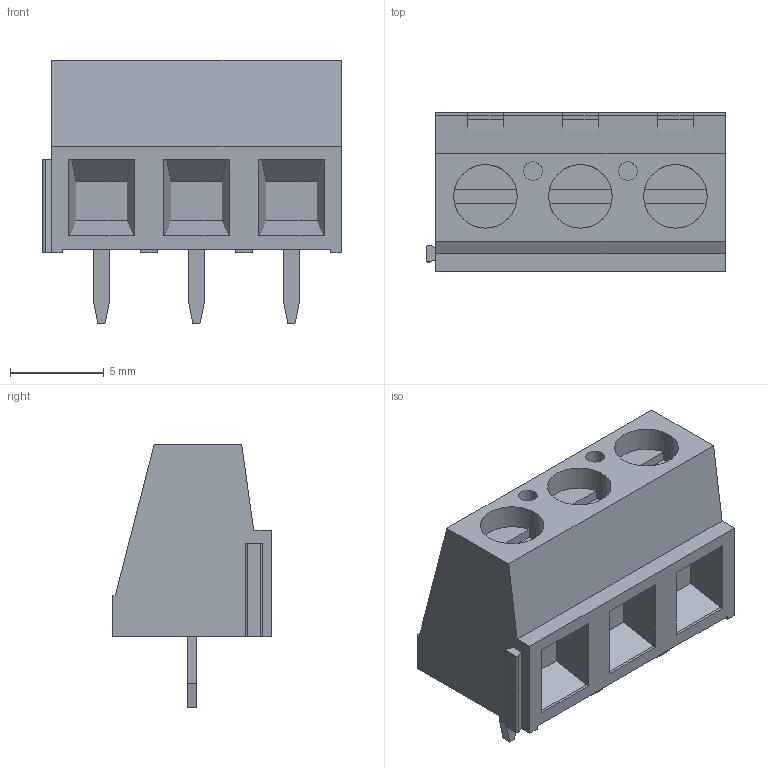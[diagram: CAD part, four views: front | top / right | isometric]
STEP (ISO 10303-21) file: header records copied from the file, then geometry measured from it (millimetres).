
FILE_DESCRIPTION(/* description */ (''),/* implementation_level */ '2;1');
FILE_NAME(/* name */ '282837-3.step',/* time_stamp */ '2025-07-17T23:17:45-03:00',/* author */ (''),/* organization */ (''),/* preprocessor_version */ 'ST-DEVELOPER v20.1',/* originating_system */ 'Autodesk Translation Framework v14.10.0.0',/* authorisation */ '');
FILE_SCHEMA (('AUTOMOTIVE_DESIGN { 1 0 10303 214 3 1 1 }'));
Length unit declared in the file: millimetre
Products named in the file (3): (Unsaved); TERMBLK_508-3N; TERMBLK_508_3N
Assembly tree (2 placements, depth 3):
  (Unsaved)
    TERMBLK_508-3N
      TERMBLK_508_3N
Bounding box: 15.96 x 8.5 x 14.1 mm (x, y, z)
Volume: 980.8 mm3; surface area: 882.3 mm2
Topology: 4 solids, 4 shells, 146 faces, 382 edges, 252 vertices
Faces by surface type: plane 133, cylinder 13
Full cylindrical faces by diameter (mm): 1 x2, 3.4 x3
Entity records: 4534 total; most frequent: CARTESIAN_POINT 785, ORIENTED_EDGE 764, DIRECTION 724, EDGE_CURVE 382, LINE 342, VECTOR 342, VERTEX_POINT 252, AXIS2_PLACEMENT_3D 191
